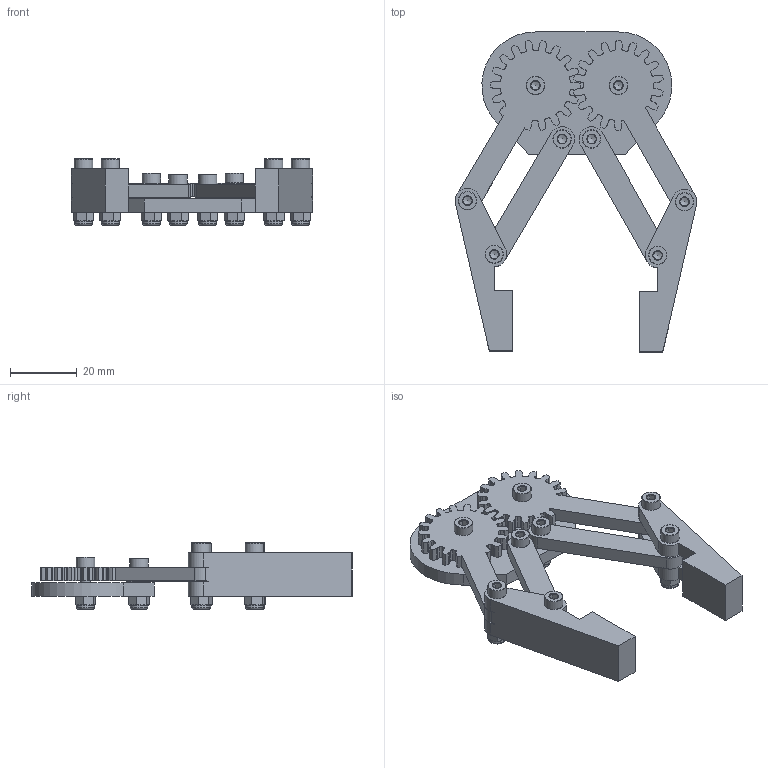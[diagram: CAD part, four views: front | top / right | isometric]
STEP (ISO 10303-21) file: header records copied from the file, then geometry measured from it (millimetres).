
FILE_DESCRIPTION(('FreeCAD Model'),'2;1');
FILE_NAME( 'robot-claw.step', '2015-06-18T20:12:18',('Author'),(''), 'Open CASCADE STEP processor 6.8','FreeCAD','Unknown');
FILE_SCHEMA(('AUTOMOTIVE_DESIGN_CC2 { 1 2 10303 214 -1 1 5 4 }'));
Length unit declared in the file: millimetre
Products named in the file (23): left-finger; left-link; left-gear-link; right-gear001; right-finger; right-link; claw-base; bolt-M3x16-1; bolt-M3x16-002; bolt-M3x16-003; bolt-M3x16-004; Nyloc-nut-M004; Nyloc-nut-M005; Nyloc-nut-M006; Nyloc-nut-M007; Bolt-M3x12-1; Bolt-M3x12-002; Bolt-M3x12-003; Bolt-M3x12-004; Nyloc-nut-M008; Nyloc-nut-M009; Nyloc-nut-M010; Nyloc-nut-M011
Bounding box: 72.26 x 95.68 x 19.86 mm (x, y, z)
Volume: 25977.5 mm3; surface area: 19938.7 mm2
Topology: 31 solids, 31 shells, 824 faces, 2110 edges, 1364 vertices
Faces by surface type: plane 272, cylinder 270, cone 144, extrusion 130, torus 8
Full cylindrical faces by diameter (mm): 2.9 x8, 3 x16, 3.2 x20, 3.3 x8, 3.5 x8, 5.3 x8, 5.5 x8
Entity records: 58554 total; most frequent: CARTESIAN_POINT 15713, DIRECTION 7220, ORIENTED_EDGE 4204, PCURVE 4204, DEFINITIONAL_REPRESENTATION 4204, VECTOR 3450, LINE 3320, EDGE_CURVE 2102
